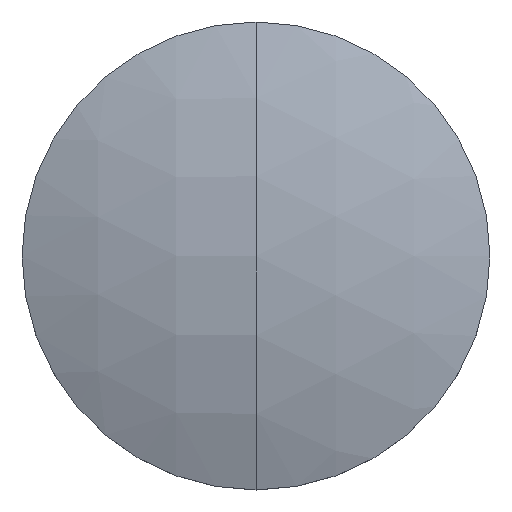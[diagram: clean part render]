
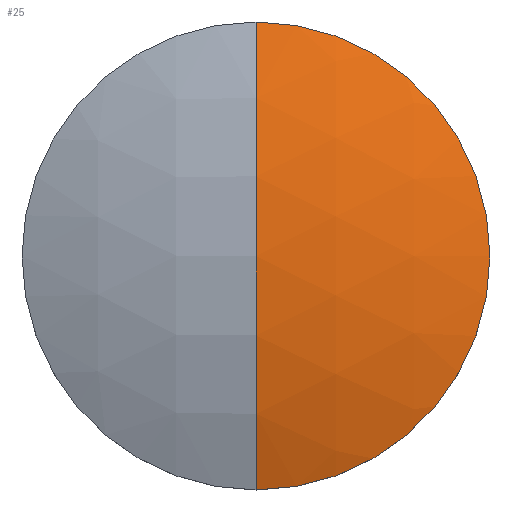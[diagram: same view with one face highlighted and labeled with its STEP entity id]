
A CAD part, top view. The second image highlights one B-rep face of the part: STEP entity #25.
In plain terms, the highlighted spherical face has radius 35.628 mm.
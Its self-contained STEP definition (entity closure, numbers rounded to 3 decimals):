
#1 = EDGE_LOOP ( 'NONE', ( #26, #56, #4 ) ) ;
#4 = ORIENTED_EDGE ( 'NONE', *, *, #118, .F. ) ;
#25 = ADVANCED_FACE ( 'NONE', ( #73 ), #77, .T. ) ;
#26 = ORIENTED_EDGE ( 'NONE', *, *, #31, .F. ) ;
#31 = EDGE_CURVE ( 'NONE', #42, #119, #113, .T. ) ;
#32 = EDGE_CURVE ( 'NONE', #42, #120, #110, .T. ) ;
#42 = VERTEX_POINT ( 'NONE', #105 ) ;
#56 = ORIENTED_EDGE ( 'NONE', *, *, #32, .T. ) ;
#72 = DIRECTION ( 'NONE',  ( 1., 0., 0. ) ) ;
#73 = FACE_OUTER_BOUND ( 'NONE', #1, .T. ) ;
#75 = CARTESIAN_POINT ( 'NONE',  ( 0., 0., -33.458 ) ) ;
#76 = AXIS2_PLACEMENT_3D ( 'NONE', #75, #72, #83 ) ;
#77 = SPHERICAL_SURFACE ( 'NONE', #76, 35.628 ) ;
#83 = DIRECTION ( 'NONE',  ( 0., 1., 0. ) ) ;
#91 = CARTESIAN_POINT ( 'NONE',  ( 0., -12.7, -0.17 ) ) ;
#92 = CARTESIAN_POINT ( 'NONE',  ( 0., 12.7, -0.17 ) ) ;
#93 = DIRECTION ( 'NONE',  ( 0., 1., 0. ) ) ;
#94 = DIRECTION ( 'NONE',  ( 0., 0., -1. ) ) ;
#95 = CARTESIAN_POINT ( 'NONE',  ( 0., 0., -0.17 ) ) ;
#96 = AXIS2_PLACEMENT_3D ( 'NONE', #95, #94, #93 ) ;
#97 = CIRCLE ( 'NONE', #96, 12.7 ) ;
#99 = DIRECTION ( 'NONE',  ( -1., 0., 0. ) ) ;
#100 = CARTESIAN_POINT ( 'NONE',  ( 0., 0., -33.458 ) ) ;
#105 = CARTESIAN_POINT ( 'NONE',  ( 0., 0., 2.17 ) ) ;
#106 = DIRECTION ( 'NONE',  ( 0., 1., 0. ) ) ;
#107 = DIRECTION ( 'NONE',  ( 1., 0., 0. ) ) ;
#108 = CARTESIAN_POINT ( 'NONE',  ( 0., 0., -33.458 ) ) ;
#109 = AXIS2_PLACEMENT_3D ( 'NONE', #108, #107, #106 ) ;
#110 = CIRCLE ( 'NONE', #109, 35.628 ) ;
#111 = DIRECTION ( 'NONE',  ( 0., 0., 1. ) ) ;
#112 = AXIS2_PLACEMENT_3D ( 'NONE', #100, #99, #111 ) ;
#113 = CIRCLE ( 'NONE', #112, 35.628 ) ;
#118 = EDGE_CURVE ( 'NONE', #119, #120, #97, .T. ) ;
#119 = VERTEX_POINT ( 'NONE', #92 ) ;
#120 = VERTEX_POINT ( 'NONE', #91 ) ;
